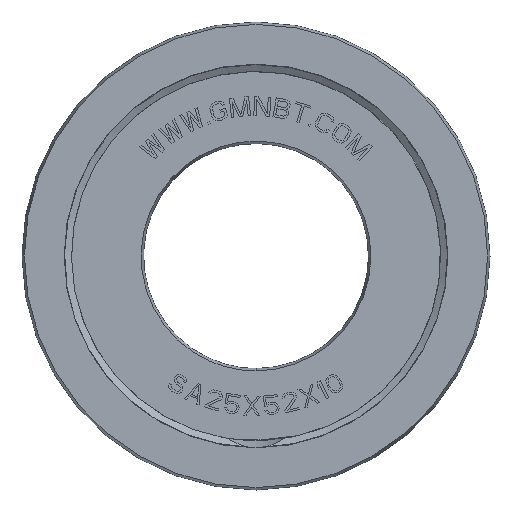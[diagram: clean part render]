
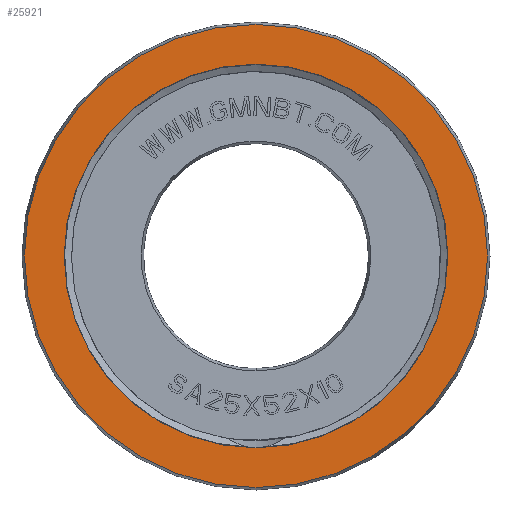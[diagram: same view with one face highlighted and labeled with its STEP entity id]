
A CAD part, front view. The second image highlights one B-rep face of the part: STEP entity #25921.
In plain terms, the highlighted planar face has unit normal (0, -1, 0).
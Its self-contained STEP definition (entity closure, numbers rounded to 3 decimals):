
#24882=CARTESIAN_POINT('',(0.,-5.,0.));
#24883=DIRECTION('',(0.,-1.,0.));
#24884=DIRECTION('',(0.,0.,-1.));
#24885=AXIS2_PLACEMENT_3D('',#24882,#24883,#24884);
#24897=CARTESIAN_POINT('',(0.,-5.,0.));
#24898=DIRECTION('',(0.,1.,0.));
#24899=DIRECTION('',(0.,0.,-1.));
#24900=AXIS2_PLACEMENT_3D('',#24897,#24898,#24899);
#24905=CARTESIAN_POINT('',(0.,-5.,0.));
#24906=DIRECTION('',(0.,1.,0.));
#24907=DIRECTION('',(0.,0.,-1.));
#24908=AXIS2_PLACEMENT_3D('',#24905,#24906,#24907);
#24913=CARTESIAN_POINT('',(0.,-5.,0.));
#24914=DIRECTION('',(0.,-1.,0.));
#24915=DIRECTION('',(0.,0.,-1.));
#24916=AXIS2_PLACEMENT_3D('',#24913,#24914,#24915);
#25758=CARTESIAN_POINT('',(0.,-5.,-21.316));
#25760=VERTEX_POINT('',#25758);
#25761=CARTESIAN_POINT('',(0.,-5.,-25.732));
#25763=VERTEX_POINT('',#25761);
#25789=CARTESIAN_POINT('',(0.,-5.,21.316));
#25790=VERTEX_POINT('',#25789);
#25791=CARTESIAN_POINT('',(0.,-5.,25.732));
#25793=VERTEX_POINT('',#25791);
#25906=CARTESIAN_POINT('',(0.,-5.,0.));
#25907=DIRECTION('',(0.,1.,0.));
#25908=DIRECTION('',(0.,0.,-1.));
#25909=AXIS2_PLACEMENT_3D('',#25906,#25907,#25908);
#25910=PLANE('',#25909);
#25911=ORIENTED_EDGE('',*,*,#25885,.F.);
#25912=ORIENTED_EDGE('',*,*,#25901,.T.);
#25913=EDGE_LOOP('',(#25911,#25912));
#25914=FACE_OUTER_BOUND('',#25913,.F.);
#25916=ORIENTED_EDGE('',*,*,#25915,.F.);
#25918=ORIENTED_EDGE('',*,*,#25917,.T.);
#25919=EDGE_LOOP('',(#25916,#25918));
#25920=FACE_BOUND('',#25919,.F.);
#24886=CIRCLE('',#24885,25.732);
#24901=CIRCLE('',#24900,25.732);
#24909=CIRCLE('',#24908,21.316);
#24917=CIRCLE('',#24916,21.316);
#25885=EDGE_CURVE('',#25763,#25793,#24886,.T.);
#25901=EDGE_CURVE('',#25763,#25793,#24901,.T.);
#25915=EDGE_CURVE('',#25760,#25790,#24909,.T.);
#25917=EDGE_CURVE('',#25760,#25790,#24917,.T.);
#25921=ADVANCED_FACE('',(#25914,#25920),#25910,.F.);
